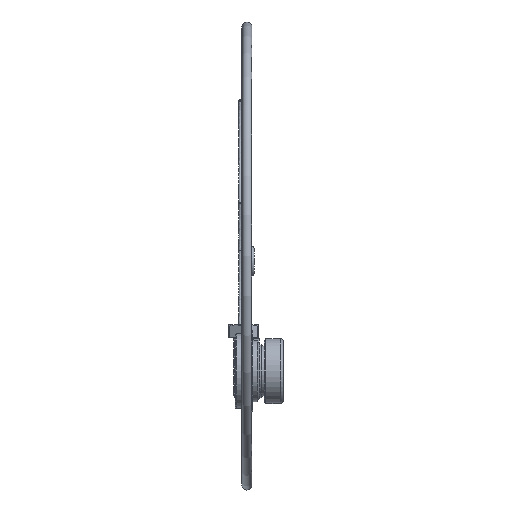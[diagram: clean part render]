
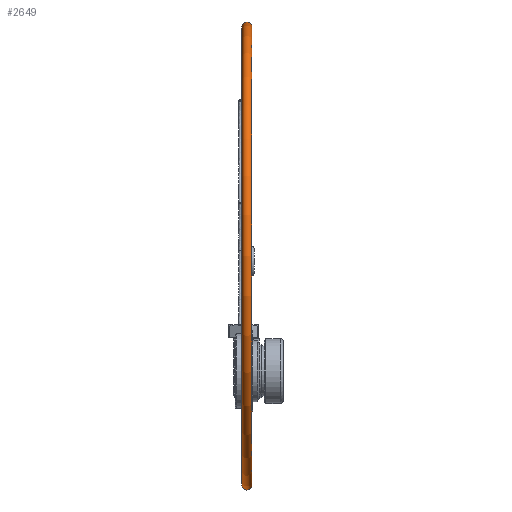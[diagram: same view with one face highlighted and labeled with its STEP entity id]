
A CAD part, top view. The second image highlights one B-rep face of the part: STEP entity #2649.
In plain terms, the highlighted toroidal (fillet/blend) face has major radius 122.999 mm and minor radius 2.667 mm.
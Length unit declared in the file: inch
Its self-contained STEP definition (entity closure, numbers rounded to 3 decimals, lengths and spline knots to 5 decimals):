
#66=TOROIDAL_SURFACE('',#3210,4.8425,0.105);
#425=FACE_OUTER_BOUND('',#580,.T.);
#580=EDGE_LOOP('',(#2445,#2446,#2447,#2448));
#984=CIRCLE('',#3211,0.105);
#985=CIRCLE('',#3212,4.7375);
#1263=VERTEX_POINT('',#6437);
#1657=EDGE_CURVE('',#1263,#1263,#984,.T.);
#1658=EDGE_CURVE('',#1263,#1263,#985,.T.);
#2445=ORIENTED_EDGE('',*,*,#1657,.F.);
#2446=ORIENTED_EDGE('',*,*,#1658,.T.);
#2447=ORIENTED_EDGE('',*,*,#1657,.T.);
#2448=ORIENTED_EDGE('',*,*,#1658,.F.);
#2649=ADVANCED_FACE('',(#425),#66,.T.);
#3210=AXIS2_PLACEMENT_3D('',#6436,#4018,#4019);
#3211=AXIS2_PLACEMENT_3D('',#6438,#4020,#4021);
#3212=AXIS2_PLACEMENT_3D('',#6439,#4022,#4023);
#4018=DIRECTION('center_axis',(1.,0.,0.));
#4019=DIRECTION('ref_axis',(0.,0.,-1.));
#4020=DIRECTION('center_axis',(0.,-1.,0.));
#4021=DIRECTION('ref_axis',(0.,0.,1.));
#4022=DIRECTION('center_axis',(-1.,0.,0.));
#4023=DIRECTION('ref_axis',(0.,0.,-1.));
#6436=CARTESIAN_POINT('Origin',(-2.76661,0.,0.));
#6437=CARTESIAN_POINT('',(-2.76661,0.,4.7375));
#6438=CARTESIAN_POINT('Origin',(-2.76661,0.,
4.8425));
#6439=CARTESIAN_POINT('Origin',(-2.76661,0.,0.));
